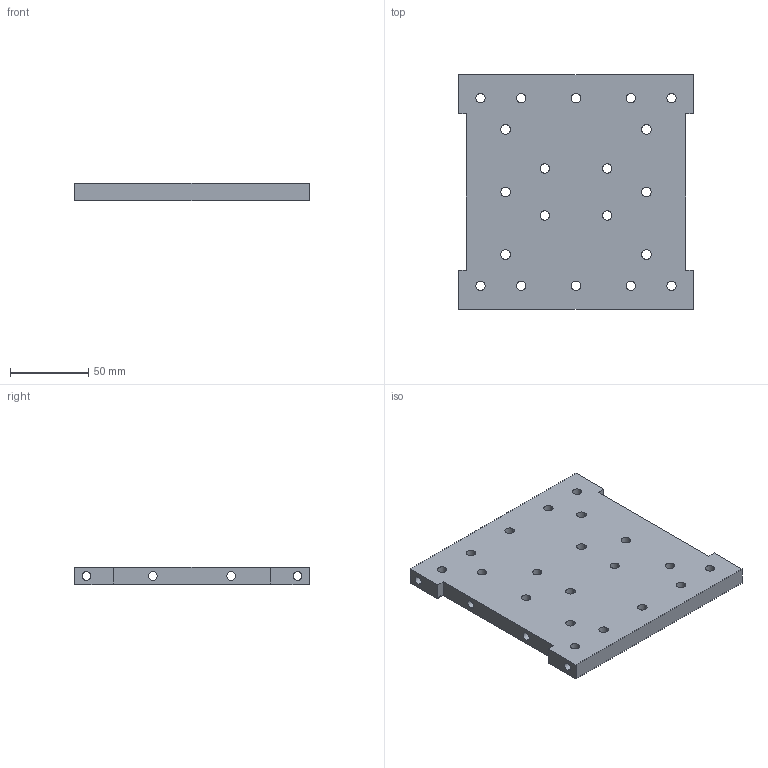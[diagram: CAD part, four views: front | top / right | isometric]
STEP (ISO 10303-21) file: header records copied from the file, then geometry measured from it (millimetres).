
FILE_DESCRIPTION((''),'2;1');
FILE_NAME('OBMP-TB-1010','2023-10-06T15:58:01',('ccha425'),('Department of Mechanical Engineering, The University of Auckland'),'CREO PARAMETRIC BY PTC INC, 2017260','CREO PARAMETRIC BY PTC INC, 2017260','');
FILE_SCHEMA(('CONFIG_CONTROL_DESIGN'));
Length unit declared in the file: millimetre
Products named in the file (1): OBMP-TB-1010
Bounding box: 150 x 150 x 11 mm (x, y, z)
Volume: 214102.9 mm3; surface area: 63305.5 mm2
Topology: 1 solids, 1 shells, 136 faces, 372 edges, 248 vertices
Faces by surface type: plane 84, cylinder 52
Entity records: 4454 total; most frequent: CARTESIAN_POINT 756, DIRECTION 748, ORIENTED_EDGE 744, EDGE_CURVE 372, VECTOR 268, LINE 268, VERTEX_POINT 248, AXIS2_PLACEMENT_3D 240
